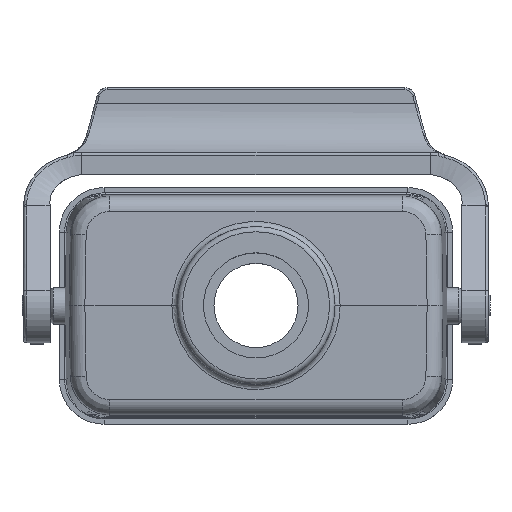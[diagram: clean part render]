
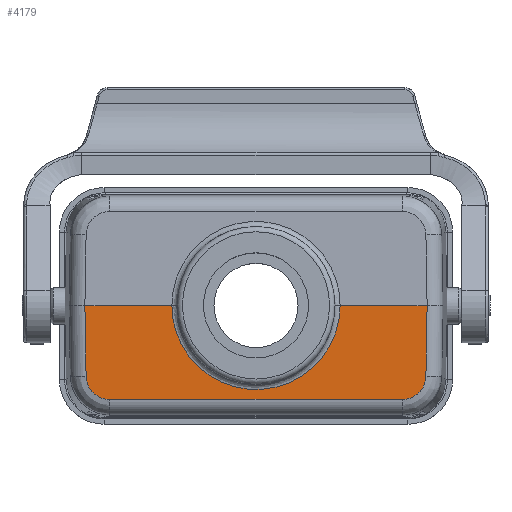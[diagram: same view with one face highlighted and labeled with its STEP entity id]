
A CAD part, top view. The second image highlights one B-rep face of the part: STEP entity #4179.
In plain terms, the highlighted planar face has unit normal (0, -0.018, 1).
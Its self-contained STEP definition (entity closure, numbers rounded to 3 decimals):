
#2141=ELLIPSE('',#10334,16.002,16.);
#2142=ELLIPSE('',#10335,4.505,4.5);
#2143=ELLIPSE('',#10336,4.505,4.5);
#2239=FACE_OUTER_BOUND('',#4979,.T.);
#2929=LINE('',#13733,#3591);
#2930=LINE('',#13738,#3592);
#2970=LINE('',#14242,#3632);
#2971=LINE('',#14246,#3633);
#2972=LINE('',#14250,#3634);
#3591=VECTOR('',#11130,1.);
#3592=VECTOR('',#11133,1.);
#3632=VECTOR('',#11321,1.);
#3633=VECTOR('',#11324,1.);
#3634=VECTOR('',#11327,1.);
#4179=ADVANCED_FACE('',(#2239),#4617,.F.);
#4617=PLANE('',#10337);
#4979=EDGE_LOOP('',(#5820,#5821,#5822,#5823,#5824,#5825,#5826,#5827));
#5820=ORIENTED_EDGE('',*,*,#8654,.T.);
#5821=ORIENTED_EDGE('',*,*,#8752,.T.);
#5822=ORIENTED_EDGE('',*,*,#8652,.T.);
#5823=ORIENTED_EDGE('',*,*,#8753,.F.);
#5824=ORIENTED_EDGE('',*,*,#8754,.F.);
#5825=ORIENTED_EDGE('',*,*,#8755,.T.);
#5826=ORIENTED_EDGE('',*,*,#8756,.T.);
#5827=ORIENTED_EDGE('',*,*,#8757,.T.);
#7904=VERTEX_POINT('',#13734);
#7905=VERTEX_POINT('',#13735);
#7906=VERTEX_POINT('',#13737);
#7907=VERTEX_POINT('',#13739);
#7963=VERTEX_POINT('',#14243);
#7964=VERTEX_POINT('',#14245);
#7965=VERTEX_POINT('',#14247);
#7966=VERTEX_POINT('',#14249);
#8652=EDGE_CURVE('',#7904,#7905,#2929,.T.);
#8654=EDGE_CURVE('',#7907,#7906,#2930,.T.);
#8752=EDGE_CURVE('',#7906,#7904,#2141,.T.);
#8753=EDGE_CURVE('',#7963,#7905,#2970,.T.);
#8754=EDGE_CURVE('',#7964,#7963,#2142,.T.);
#8755=EDGE_CURVE('',#7964,#7965,#2971,.T.);
#8756=EDGE_CURVE('',#7965,#7966,#2143,.T.);
#8757=EDGE_CURVE('',#7966,#7907,#2972,.T.);
#10334=AXIS2_PLACEMENT_3D('',#14241,#11319,#11320);
#10335=AXIS2_PLACEMENT_3D('',#14244,#11322,#11323);
#10336=AXIS2_PLACEMENT_3D('',#14248,#11325,#11326);
#10337=AXIS2_PLACEMENT_3D('',#14251,#11328,#11329);
#11130=DIRECTION('',(-1.,0.,0.));
#11133=DIRECTION('',(-1.,0.,0.));
#11319=DIRECTION('',(0.,0.017,-1.));
#11320=DIRECTION('',(0.,-1.,-0.017));
#11321=DIRECTION('',(-0.017,1.,0.017));
#11322=DIRECTION('',(0.,0.017,-1.));
#11323=DIRECTION('',(-0.531,-0.847,-0.015));
#11324=DIRECTION('',(1.,0.,0.));
#11325=DIRECTION('',(0.,-0.017,1.));
#11326=DIRECTION('',(0.531,-0.847,-0.015));
#11327=DIRECTION('',(0.017,1.,0.017));
#11328=DIRECTION('',(0.,0.017,-1.));
#11329=DIRECTION('',(0.,1.,0.017));
#13733=CARTESIAN_POINT('',(-36.3,0.,35.85));
#13734=CARTESIAN_POINT('',(-16.,0.,35.85));
#13735=CARTESIAN_POINT('',(-32.54,0.,35.85));
#13737=CARTESIAN_POINT('',(16.,0.,35.85));
#13738=CARTESIAN_POINT('',(-36.3,0.,35.85));
#13739=CARTESIAN_POINT('',(32.54,0.,35.85));
#14241=CARTESIAN_POINT('',(0.,0.017,35.85));
#14242=CARTESIAN_POINT('',(-32.541,0.05,35.851));
#14243=CARTESIAN_POINT('',(-32.311,-13.45,35.615));
#14244=CARTESIAN_POINT('',(-27.81,-13.368,35.617));
#14245=CARTESIAN_POINT('',(-27.815,-17.871,35.538));
#14246=CARTESIAN_POINT('',(-36.3,-17.871,35.538));
#14247=CARTESIAN_POINT('',(27.815,-17.871,35.538));
#14248=CARTESIAN_POINT('',(27.81,-13.368,35.617));
#14249=CARTESIAN_POINT('',(32.311,-13.45,35.615));
#14250=CARTESIAN_POINT('',(32.541,0.05,35.851));
#14251=CARTESIAN_POINT('',(-36.3,0.,35.85));
